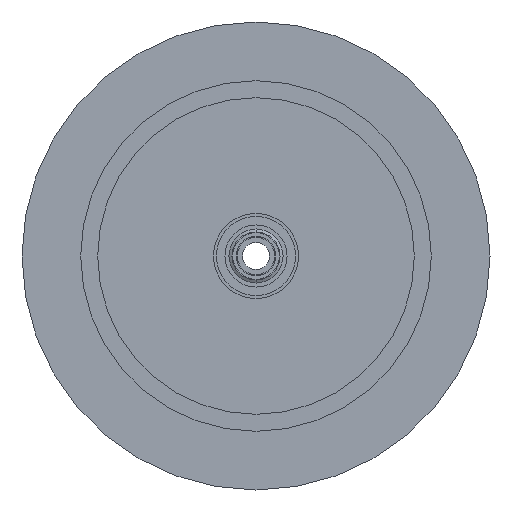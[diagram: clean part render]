
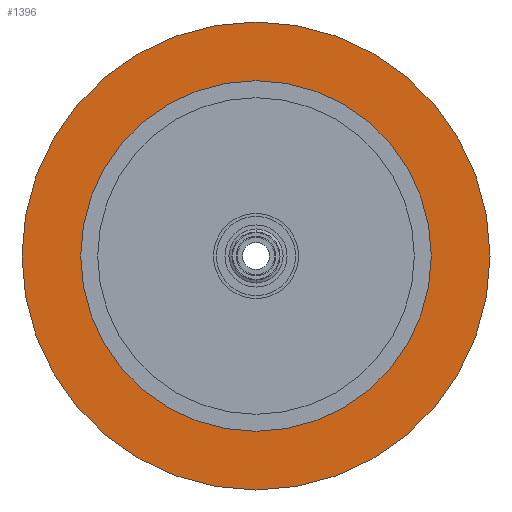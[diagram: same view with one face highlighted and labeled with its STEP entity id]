
A CAD part, left-side view. The second image highlights one B-rep face of the part: STEP entity #1396.
In plain terms, the highlighted planar face has unit normal (-1, 0, 0).
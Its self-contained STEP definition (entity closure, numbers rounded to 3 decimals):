
#41 = FACE_BOUND ( 'NONE', #1789, .T. ) ;
#44 = AXIS2_PLACEMENT_3D ( 'NONE', #571, #147, #290 ) ;
#71 = CARTESIAN_POINT ( 'NONE',  ( 0., 0., 0. ) ) ;
#82 = ORIENTED_EDGE ( 'NONE', *, *, #403, .F. ) ;
#121 = ORIENTED_EDGE ( 'NONE', *, *, #953, .T. ) ;
#124 = VERTEX_POINT ( 'NONE', #732 ) ;
#147 = DIRECTION ( 'NONE',  ( 1., 0., 0. ) ) ;
#148 = AXIS2_PLACEMENT_3D ( 'NONE', #704, #737, #1163 ) ;
#290 = DIRECTION ( 'NONE',  ( 0., 0., -1. ) ) ;
#294 = CIRCLE ( 'NONE', #1220, 20.6 ) ;
#369 = CIRCLE ( 'NONE', #148, 20.6 ) ;
#403 = EDGE_CURVE ( 'NONE', #1783, #545, #369, .T. ) ;
#545 = VERTEX_POINT ( 'NONE', #1215 ) ;
#571 = CARTESIAN_POINT ( 'NONE',  ( 0., 0., -27.5 ) ) ;
#588 = ORIENTED_EDGE ( 'NONE', *, *, #1638, .T. ) ;
#704 = CARTESIAN_POINT ( 'NONE',  ( 0., 0., 0. ) ) ;
#732 = CARTESIAN_POINT ( 'NONE',  ( 0., 0., 27.5 ) ) ;
#735 = AXIS2_PLACEMENT_3D ( 'NONE', #1907, #1622, #1610 ) ;
#737 = DIRECTION ( 'NONE',  ( -1., 0., 0. ) ) ;
#762 = AXIS2_PLACEMENT_3D ( 'NONE', #889, #1358, #1202 ) ;
#889 = CARTESIAN_POINT ( 'NONE',  ( 0., 0., 0. ) ) ;
#953 = EDGE_CURVE ( 'NONE', #1897, #124, #1284, .T. ) ;
#958 = DIRECTION ( 'NONE',  ( -1., 0., 0. ) ) ;
#1029 = EDGE_CURVE ( 'NONE', #545, #1783, #294, .T. ) ;
#1128 = ORIENTED_EDGE ( 'NONE', *, *, #1029, .F. ) ;
#1163 = DIRECTION ( 'NONE',  ( 0., 0., 1. ) ) ;
#1189 = CARTESIAN_POINT ( 'NONE',  ( 0., 0., -27.5 ) ) ;
#1202 = DIRECTION ( 'NONE',  ( 0., 0., 1. ) ) ;
#1215 = CARTESIAN_POINT ( 'NONE',  ( 0., 0., 20.6 ) ) ;
#1220 = AXIS2_PLACEMENT_3D ( 'NONE', #71, #958, #1381 ) ;
#1255 = FACE_OUTER_BOUND ( 'NONE', #1533, .T. ) ;
#1284 = CIRCLE ( 'NONE', #762, 27.5 ) ;
#1358 = DIRECTION ( 'NONE',  ( -1., 0., 0. ) ) ;
#1381 = DIRECTION ( 'NONE',  ( 0., 0., 1. ) ) ;
#1396 = ADVANCED_FACE ( 'NONE', ( #41, #1255 ), #1785, .F. ) ;
#1468 = CIRCLE ( 'NONE', #735, 27.5 ) ;
#1533 = EDGE_LOOP ( 'NONE', ( #588, #121 ) ) ;
#1610 = DIRECTION ( 'NONE',  ( 0., 0., 1. ) ) ;
#1622 = DIRECTION ( 'NONE',  ( -1., 0., 0. ) ) ;
#1638 = EDGE_CURVE ( 'NONE', #124, #1897, #1468, .T. ) ;
#1653 = CARTESIAN_POINT ( 'NONE',  ( 0., 0., -20.6 ) ) ;
#1783 = VERTEX_POINT ( 'NONE', #1653 ) ;
#1785 = PLANE ( 'NONE',  #44 ) ;
#1789 = EDGE_LOOP ( 'NONE', ( #1128, #82 ) ) ;
#1897 = VERTEX_POINT ( 'NONE', #1189 ) ;
#1907 = CARTESIAN_POINT ( 'NONE',  ( 0., 0., 0. ) ) ;
